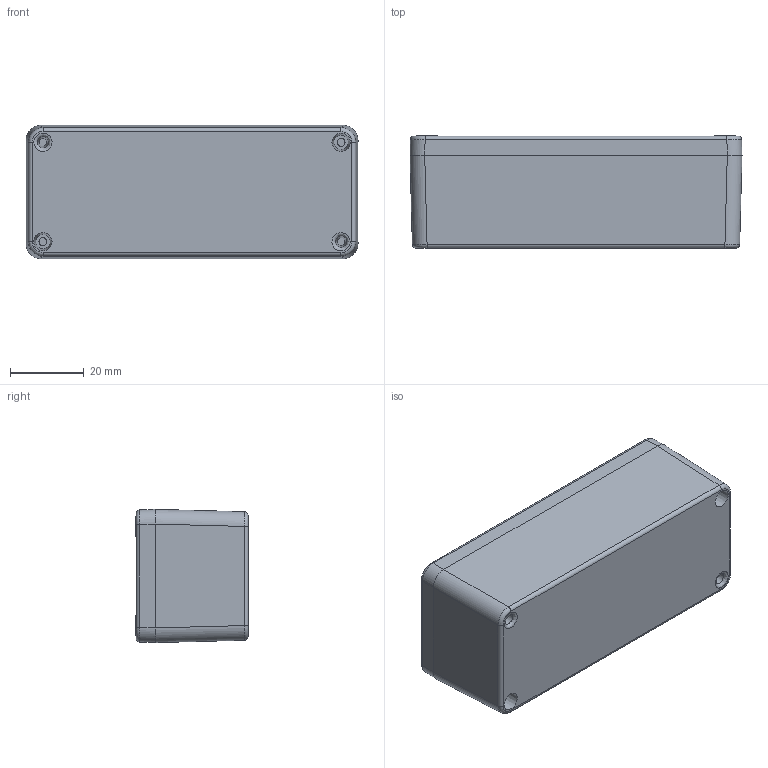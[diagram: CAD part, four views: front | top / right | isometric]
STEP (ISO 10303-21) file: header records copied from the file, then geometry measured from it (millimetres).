
FILE_DESCRIPTION (( 'STEP AP214' ), '1' );
FILE_NAME ('1550Z102.STEP', '2020-11-05T19:16:25', ( '' ), ( '' ), 'SwSTEP 2.0', 'SolidWorks 2019', '' );
FILE_SCHEMA (( 'AUTOMOTIVE_DESIGN' ));
Length unit declared in the file: inch
Products named in the file (1): 1550Z102
Bounding box: 90.2 x 30.46 x 36.2 mm (x, y, z)
Volume: 39076.9 mm3; surface area: 30281 mm2
Topology: 7 solids, 7 shells, 1214 faces, 3098 edges, 1958 vertices
Faces by surface type: bspline 586, plane 314, cone 226, cylinder 88
Full cylindrical faces by diameter (mm): 2.6 x4, 5.6 x4
Entity records: 75474 total; most frequent: CARTESIAN_POINT 36183, ORIENTED_EDGE 5560, DIRECTION 3177, EDGE_CURVE 2780, VERTEX_POINT 1858, EDGE_LOOP 1510, B_SPLINE_CURVE_WITH_KNOTS 1287, FACE_OUTER_BOUND 1232
